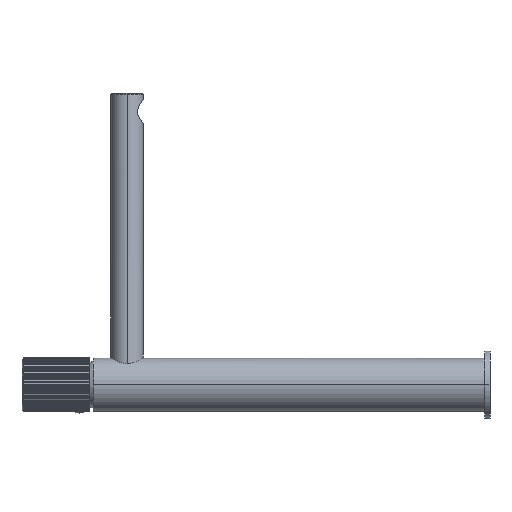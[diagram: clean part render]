
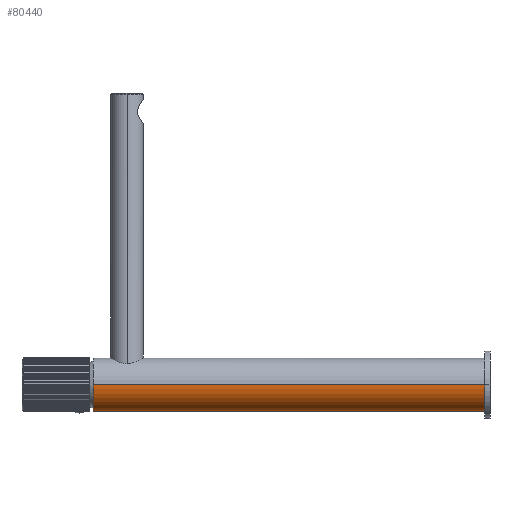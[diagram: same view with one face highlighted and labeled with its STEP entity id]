
A CAD part, left-side view. The second image highlights one B-rep face of the part: STEP entity #80440.
In plain terms, the highlighted cylindrical face has radius 19.75 mm (diameter 39.5 mm), a partial arc.
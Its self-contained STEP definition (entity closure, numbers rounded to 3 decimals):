
#7266=CARTESIAN_POINT('',(0.,290.,0.));
#7267=DIRECTION('',(0.,1.,0.));
#7268=DIRECTION('',(1.,0.,0.));
#7269=AXIS2_PLACEMENT_3D('',#7266,#7267,#7268);
#7476=CARTESIAN_POINT('',(0.,0.,0.));
#7477=DIRECTION('',(0.,-1.,0.));
#7478=DIRECTION('',(-1.,0.,0.));
#7479=AXIS2_PLACEMENT_3D('',#7476,#7477,#7478);
#7481=DIRECTION('',(0.,1.,0.));
#7482=VECTOR('',#7481,290.);
#7483=CARTESIAN_POINT('',(19.75,0.,0.));
#7484=LINE('',#7483,#7482);
#7485=DIRECTION('',(0.,1.,0.));
#7486=VECTOR('',#7485,290.);
#7487=CARTESIAN_POINT('',(-19.75,0.,0.));
#7488=LINE('',#7487,#7486);
#60312=CARTESIAN_POINT('',(19.75,290.,0.));
#60313=CARTESIAN_POINT('',(-19.75,290.,0.));
#60314=VERTEX_POINT('',#60312);
#60315=VERTEX_POINT('',#60313);
#62559=CARTESIAN_POINT('',(19.75,0.,0.));
#62560=CARTESIAN_POINT('',(-19.75,0.,0.));
#62561=VERTEX_POINT('',#62559);
#62562=VERTEX_POINT('',#62560);
#80428=CARTESIAN_POINT('',(0.,304.5,0.));
#80429=DIRECTION('',(0.,-1.,0.));
#80430=DIRECTION('',(-1.,0.,0.));
#80431=AXIS2_PLACEMENT_3D('',#80428,#80429,#80430);
#80432=CYLINDRICAL_SURFACE('',#80431,19.75);
#80434=ORIENTED_EDGE('',*,*,#80433,.T.);
#80435=ORIENTED_EDGE('',*,*,#80408,.T.);
#80436=ORIENTED_EDGE('',*,*,#80383,.T.);
#80437=ORIENTED_EDGE('',*,*,#80405,.F.);
#80438=EDGE_LOOP('',(#80434,#80435,#80436,#80437));
#80439=FACE_OUTER_BOUND('',#80438,.F.);
#80440=ADVANCED_FACE('',(#80439),#80432,.T.);
#7270=CIRCLE('',#7269,19.75);
#7480=CIRCLE('',#7479,19.75);
#80383=EDGE_CURVE('',#60314,#60315,#7270,.T.);
#80405=EDGE_CURVE('',#62562,#60315,#7488,.T.);
#80408=EDGE_CURVE('',#62561,#60314,#7484,.T.);
#80433=EDGE_CURVE('',#62562,#62561,#7480,.T.);
